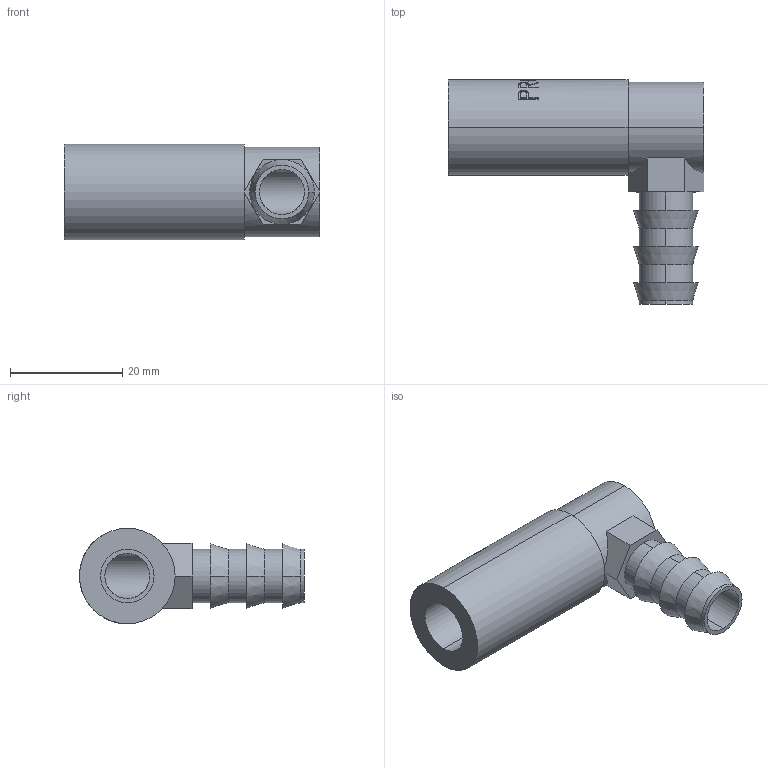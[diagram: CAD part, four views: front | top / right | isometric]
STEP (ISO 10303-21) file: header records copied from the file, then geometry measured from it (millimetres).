
FILE_DESCRIPTION (( 'STEP AP203' ), '1' );
FILE_NAME ('6fd6.STEP', '2022-08-23T12:06:55', ( '' ), ( '' ), 'SwSTEP 2.0', 'SolidWorks 2019', '' );
FILE_SCHEMA (( 'CONFIG_CONTROL_DESIGN' ));
Length unit declared in the file: millimetre
Products named in the file (1): 6fd6
Bounding box: 45.5 x 40 x 17 mm (x, y, z)
Volume: 8169.8 mm3; surface area: 5536.4 mm2
Topology: 1 solids, 1 shells, 122 faces, 310 edges, 206 vertices
Faces by surface type: plane 47, bspline 42, cylinder 27, cone 6
Entity records: 8508 total; most frequent: CARTESIAN_POINT 5800, ORIENTED_EDGE 620, DIRECTION 414, EDGE_CURVE 310, VERTEX_POINT 206, AXIS2_PLACEMENT_3D 165, EDGE_LOOP 140, B_SPLINE_CURVE_WITH_KNOTS 136
